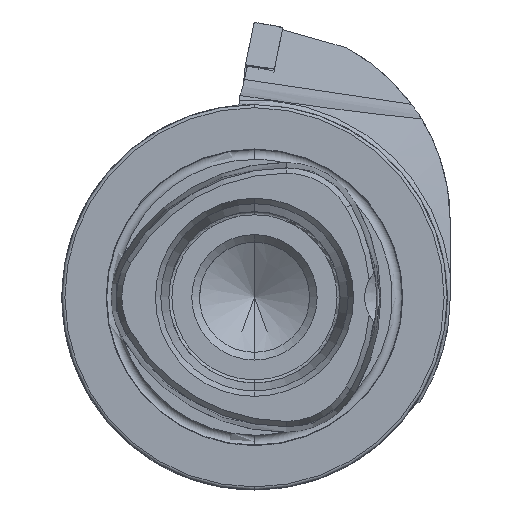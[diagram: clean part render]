
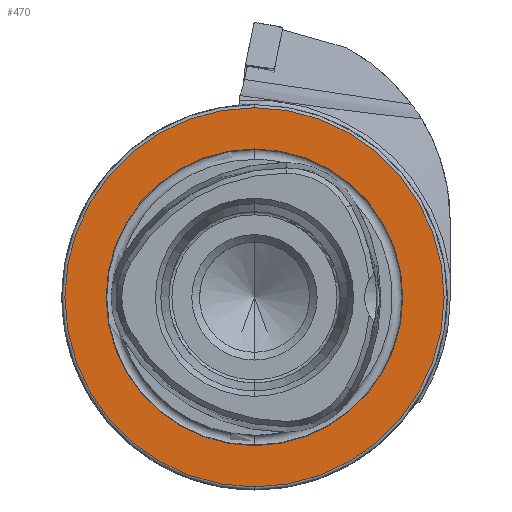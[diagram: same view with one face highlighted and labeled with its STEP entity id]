
A CAD part, left-side view. The second image highlights one B-rep face of the part: STEP entity #470.
In plain terms, the highlighted planar face has unit normal (-1, 0, 0).
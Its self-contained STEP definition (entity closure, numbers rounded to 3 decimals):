
#470 = ADVANCED_FACE ( 'NONE', ( #6693, #6320 ), #5799, .F. ) ;
#520 = CARTESIAN_POINT ( 'NONE',  ( 0., 0., 31. ) ) ;
#521 = CARTESIAN_POINT ( 'NONE',  ( 0., 0., -31. ) ) ;
#547 = CARTESIAN_POINT ( 'NONE',  ( 0., 0., -24.25 ) ) ;
#2307 = DIRECTION ( 'NONE',  ( 0., 0., 1. ) ) ;
#2309 = DIRECTION ( 'NONE',  ( -1., 0., 0. ) ) ;
#2310 = CARTESIAN_POINT ( 'NONE',  ( 0., 0., 0. ) ) ;
#2476 = DIRECTION ( 'NONE',  ( 0., 0., 1. ) ) ;
#3269 = CARTESIAN_POINT ( 'NONE',  ( 0., 0., 0. ) ) ;
#3293 = DIRECTION ( 'NONE',  ( -1., 0., 0. ) ) ;
#3307 = DIRECTION ( 'NONE',  ( -1., 0., 0. ) ) ;
#3366 = DIRECTION ( 'NONE',  ( 0., 0., 1. ) ) ;
#3396 = CARTESIAN_POINT ( 'NONE',  ( 0., 0., 0. ) ) ;
#3467 = CIRCLE ( 'NONE', #7691, 31. ) ;
#3566 = CARTESIAN_POINT ( 'NONE',  ( 0., 0., 24.25 ) ) ;
#4049 = VERTEX_POINT ( 'NONE', #3566 ) ;
#4444 = AXIS2_PLACEMENT_3D ( 'NONE', #3269, #3293, #3366 ) ;
#4445 = AXIS2_PLACEMENT_3D ( 'NONE', #3396, #3307, #2476 ) ;
#4541 = AXIS2_PLACEMENT_3D ( 'NONE', #5187, #5186, #5185 ) ;
#4646 = ORIENTED_EDGE ( 'NONE', *, *, #6790, .T. ) ;
#4824 = ORIENTED_EDGE ( 'NONE', *, *, #6910, .F. ) ;
#4876 = ORIENTED_EDGE ( 'NONE', *, *, #7153, .T. ) ;
#4964 = ORIENTED_EDGE ( 'NONE', *, *, #7154, .F. ) ;
#5185 = DIRECTION ( 'NONE',  ( 0., 0., 1. ) ) ;
#5186 = DIRECTION ( 'NONE',  ( -1., 0., 0. ) ) ;
#5187 = CARTESIAN_POINT ( 'NONE',  ( 0., 0., 0. ) ) ;
#5715 = AXIS2_PLACEMENT_3D ( 'NONE', #5804, #5797, #5796 ) ;
#5747 = CIRCLE ( 'NONE', #4444, 24.25 ) ;
#5748 = CIRCLE ( 'NONE', #4445, 31. ) ;
#5796 = DIRECTION ( 'NONE',  ( 0., 0., -1. ) ) ;
#5797 = DIRECTION ( 'NONE',  ( 1., 0., 0. ) ) ;
#5799 = PLANE ( 'NONE',  #5715 ) ;
#5804 = CARTESIAN_POINT ( 'NONE',  ( 0., 24.25, 0. ) ) ;
#6179 = CIRCLE ( 'NONE', #4541, 24.25 ) ;
#6320 = FACE_OUTER_BOUND ( 'NONE', #9292, .T. ) ;
#6693 = FACE_BOUND ( 'NONE', #9299, .T. ) ;
#6790 = EDGE_CURVE ( 'NONE', #9413, #9414, #3467, .T. ) ;
#6910 = EDGE_CURVE ( 'NONE', #9440, #4049, #6179, .T. ) ;
#7153 = EDGE_CURVE ( 'NONE', #9414, #9413, #5748, .T. ) ;
#7154 = EDGE_CURVE ( 'NONE', #4049, #9440, #5747, .T. ) ;
#7691 = AXIS2_PLACEMENT_3D ( 'NONE', #2310, #2309, #2307 ) ;
#9292 = EDGE_LOOP ( 'NONE', ( #4646, #4876 ) ) ;
#9299 = EDGE_LOOP ( 'NONE', ( #4964, #4824 ) ) ;
#9413 = VERTEX_POINT ( 'NONE', #520 ) ;
#9414 = VERTEX_POINT ( 'NONE', #521 ) ;
#9440 = VERTEX_POINT ( 'NONE', #547 ) ;
